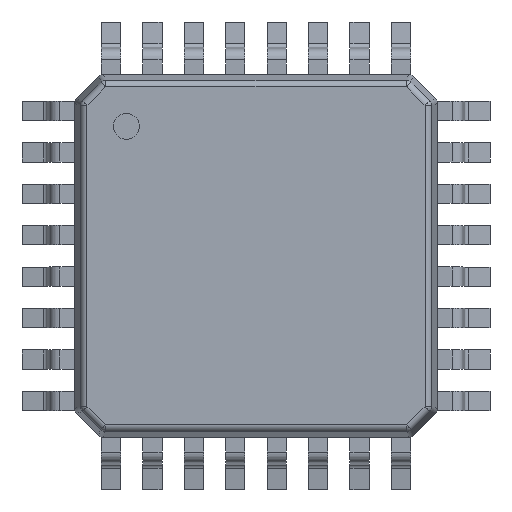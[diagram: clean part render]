
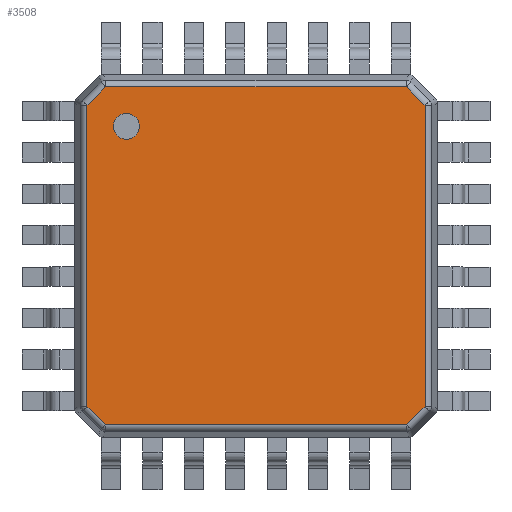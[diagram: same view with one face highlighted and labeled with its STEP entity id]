
A CAD part, top view. The second image highlights one B-rep face of the part: STEP entity #3508.
In plain terms, the highlighted face is planar.
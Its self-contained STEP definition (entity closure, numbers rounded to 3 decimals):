
#28=CARTESIAN_POINT('',(-2.5,0.637,-2.5));
#29=DIRECTION('',(0.,1.,0.));
#30=DIRECTION('',(1.,0.,0.));
#31=AXIS2_PLACEMENT_3D('',#28,#29,#30);
#37=CARTESIAN_POINT('',(-2.5,0.637,-2.5));
#38=DIRECTION('',(0.,1.,0.));
#39=DIRECTION('',(-1.,0.,0.));
#40=AXIS2_PLACEMENT_3D('',#37,#38,#39);
#45=DIRECTION('',(0.,0.,1.));
#46=VECTOR('',#45,5.81);
#47=CARTESIAN_POINT('',(-3.262,0.637,-2.901));
#48=LINE('',#47,#46);
#202=DIRECTION('',(-0.707,0.,-0.707));
#203=VECTOR('',#202,0.5);
#204=CARTESIAN_POINT('',(-2.908,0.637,3.262));
#205=LINE('',#204,#203);
#233=DIRECTION('',(1.,0.,0.));
#234=VECTOR('',#233,5.817);
#235=CARTESIAN_POINT('',(-2.908,0.637,3.262));
#236=LINE('',#235,#234);
#278=DIRECTION('',(-0.707,0.,0.707));
#279=VECTOR('',#278,0.5);
#280=CARTESIAN_POINT('',(3.262,0.637,2.908));
#281=LINE('',#280,#279);
#471=DIRECTION('',(0.,0.,-1.));
#472=VECTOR('',#471,5.81);
#473=CARTESIAN_POINT('',(3.262,0.637,2.908));
#474=LINE('',#473,#472);
#516=DIRECTION('',(0.707,0.,0.707));
#517=VECTOR('',#516,0.51);
#518=CARTESIAN_POINT('',(2.901,0.637,-3.262));
#519=LINE('',#518,#517);
#709=DIRECTION('',(-1.,0.,0.));
#710=VECTOR('',#709,5.803);
#711=CARTESIAN_POINT('',(2.901,0.637,-3.262));
#712=LINE('',#711,#710);
#754=DIRECTION('',(0.707,0.,-0.707));
#755=VECTOR('',#754,0.51);
#756=CARTESIAN_POINT('',(-3.262,0.637,-2.901));
#757=LINE('',#756,#755);
#3007=CARTESIAN_POINT('',(-3.262,0.637,-2.901));
#3008=CARTESIAN_POINT('',(-3.262,0.637,2.908));
#3009=VERTEX_POINT('',#3007);
#3010=VERTEX_POINT('',#3008);
#3019=CARTESIAN_POINT('',(-2.901,0.637,-3.262));
#3020=VERTEX_POINT('',#3019);
#3021=CARTESIAN_POINT('',(2.901,0.637,-3.262));
#3022=VERTEX_POINT('',#3021);
#3031=CARTESIAN_POINT('',(3.262,0.637,-2.901));
#3032=VERTEX_POINT('',#3031);
#3033=CARTESIAN_POINT('',(3.262,0.637,2.908));
#3034=VERTEX_POINT('',#3033);
#3043=CARTESIAN_POINT('',(2.908,0.637,3.262));
#3044=VERTEX_POINT('',#3043);
#3045=CARTESIAN_POINT('',(-2.908,0.637,3.262));
#3046=VERTEX_POINT('',#3045);
#3203=CARTESIAN_POINT('',(-2.25,0.637,-2.5));
#3204=CARTESIAN_POINT('',(-2.75,0.637,-2.5));
#3205=VERTEX_POINT('',#3203);
#3206=VERTEX_POINT('',#3204);
#3479=CARTESIAN_POINT('',(0.,0.637,0.));
#3480=DIRECTION('',(0.,1.,0.));
#3481=DIRECTION('',(1.,0.,0.));
#3482=AXIS2_PLACEMENT_3D('',#3479,#3480,#3481);
#3483=PLANE('',#3482);
#3485=ORIENTED_EDGE('',*,*,#3484,.F.);
#3487=ORIENTED_EDGE('',*,*,#3486,.T.);
#3489=ORIENTED_EDGE('',*,*,#3488,.F.);
#3491=ORIENTED_EDGE('',*,*,#3490,.T.);
#3493=ORIENTED_EDGE('',*,*,#3492,.F.);
#3495=ORIENTED_EDGE('',*,*,#3494,.T.);
#3497=ORIENTED_EDGE('',*,*,#3496,.F.);
#3499=ORIENTED_EDGE('',*,*,#3498,.T.);
#3500=EDGE_LOOP('',(#3485,#3487,#3489,#3491,#3493,#3495,#3497,#3499));
#3501=FACE_OUTER_BOUND('',#3500,.F.);
#3503=ORIENTED_EDGE('',*,*,#3502,.T.);
#3505=ORIENTED_EDGE('',*,*,#3504,.T.);
#3506=EDGE_LOOP('',(#3503,#3505));
#3507=FACE_BOUND('',#3506,.F.);
#32=CIRCLE('',#31,0.25);
#41=CIRCLE('',#40,0.25);
#3484=EDGE_CURVE('',#3009,#3010,#48,.T.);
#3486=EDGE_CURVE('',#3009,#3020,#757,.T.);
#3488=EDGE_CURVE('',#3022,#3020,#712,.T.);
#3490=EDGE_CURVE('',#3022,#3032,#519,.T.);
#3492=EDGE_CURVE('',#3034,#3032,#474,.T.);
#3494=EDGE_CURVE('',#3034,#3044,#281,.T.);
#3496=EDGE_CURVE('',#3046,#3044,#236,.T.);
#3498=EDGE_CURVE('',#3046,#3010,#205,.T.);
#3502=EDGE_CURVE('',#3205,#3206,#32,.T.);
#3504=EDGE_CURVE('',#3206,#3205,#41,.T.);
#3508=ADVANCED_FACE('',(#3501,#3507),#3483,.T.);
